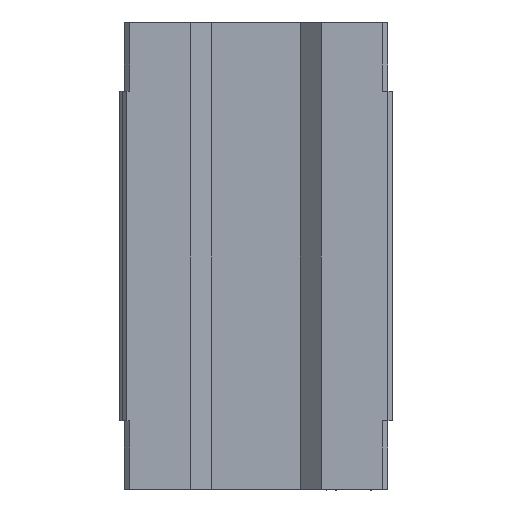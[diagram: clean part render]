
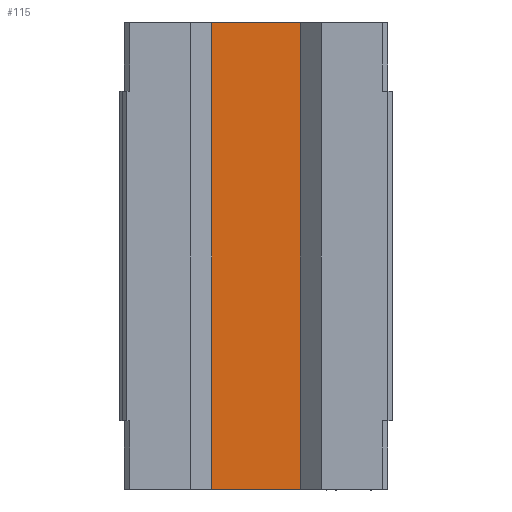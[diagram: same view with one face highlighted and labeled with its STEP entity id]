
A CAD part, front view. The second image highlights one B-rep face of the part: STEP entity #115.
In plain terms, the highlighted planar face has unit normal (0, -1, 0).
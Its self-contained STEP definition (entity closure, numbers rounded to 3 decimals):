
#90 = EDGE_LOOP ( 'NONE', ( #121, #124, #131, #129 ) ) ;
#115 = ADVANCED_FACE ( 'NONE', ( #17535 ), #17480, .F. ) ;
#121 = ORIENTED_EDGE ( 'NONE', *, *, #123, .F. ) ;
#123 = EDGE_CURVE ( 'NONE', #15249, #15315, #17518, .T. ) ;
#124 = ORIENTED_EDGE ( 'NONE', *, *, #15257, .F. ) ;
#129 = ORIENTED_EDGE ( 'NONE', *, *, #16911, .F. ) ;
#131 = ORIENTED_EDGE ( 'NONE', *, *, #133, .F. ) ;
#133 = EDGE_CURVE ( 'NONE', #16991, #15255, #17559, .T. ) ;
#5453 = CARTESIAN_POINT ( 'NONE',  ( -8.409, 0., 12. ) ) ;
#5463 = DIRECTION ( 'NONE',  ( 0., 0., 1. ) ) ;
#5464 = VECTOR ( 'NONE', #5463, 1000. ) ;
#5465 = CARTESIAN_POINT ( 'NONE',  ( -8.409, 0., -129. ) ) ;
#5470 = CARTESIAN_POINT ( 'NONE',  ( -8.409, 0., -70. ) ) ;
#5472 = LINE ( 'NONE', #5465, #5464 ) ;
#5570 = CARTESIAN_POINT ( 'NONE',  ( 8.409, 0., 12. ) ) ;
#8329 = DIRECTION ( 'NONE',  ( 0., 0., -1. ) ) ;
#8330 = VECTOR ( 'NONE', #8329, 1000. ) ;
#8331 = CARTESIAN_POINT ( 'NONE',  ( 8.409, 0., -129. ) ) ;
#8332 = LINE ( 'NONE', #8331, #8330 ) ;
#8489 = CARTESIAN_POINT ( 'NONE',  ( 8.409, 0., -70. ) ) ;
#15249 = VERTEX_POINT ( 'NONE', #5453 ) ;
#15255 = VERTEX_POINT ( 'NONE', #5470 ) ;
#15257 = EDGE_CURVE ( 'NONE', #15255, #15249, #5472, .T. ) ;
#15315 = VERTEX_POINT ( 'NONE', #5570 ) ;
#16911 = EDGE_CURVE ( 'NONE', #15315, #16991, #8332, .T. ) ;
#16991 = VERTEX_POINT ( 'NONE', #8489 ) ;
#17480 = PLANE ( 'NONE',  #17534 ) ;
#17511 = DIRECTION ( 'NONE',  ( 1., 0., 0. ) ) ;
#17512 = VECTOR ( 'NONE', #17511, 1000. ) ;
#17513 = CARTESIAN_POINT ( 'NONE',  ( 0., 0., 12. ) ) ;
#17518 = LINE ( 'NONE', #17513, #17512 ) ;
#17531 = DIRECTION ( 'NONE',  ( 0., 0., 1. ) ) ;
#17532 = DIRECTION ( 'NONE',  ( 0., 1., 0. ) ) ;
#17533 = CARTESIAN_POINT ( 'NONE',  ( 8.409, 0., -129. ) ) ;
#17534 = AXIS2_PLACEMENT_3D ( 'NONE', #17533, #17532, #17531 ) ;
#17535 = FACE_OUTER_BOUND ( 'NONE', #90, .T. ) ;
#17556 = DIRECTION ( 'NONE',  ( -1., 0., 0. ) ) ;
#17557 = VECTOR ( 'NONE', #17556, 1000. ) ;
#17558 = CARTESIAN_POINT ( 'NONE',  ( 0., 0., -70. ) ) ;
#17559 = LINE ( 'NONE', #17558, #17557 ) ;
